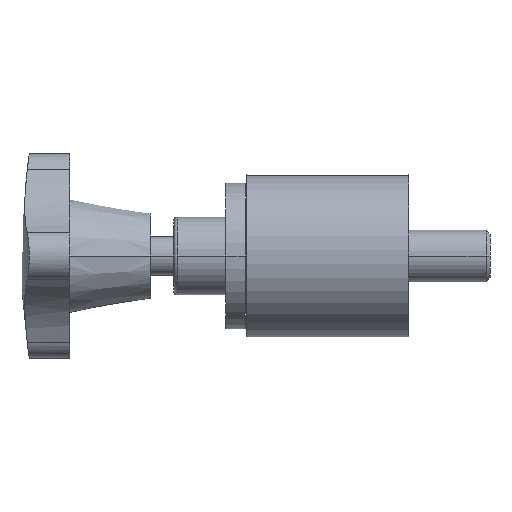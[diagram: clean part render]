
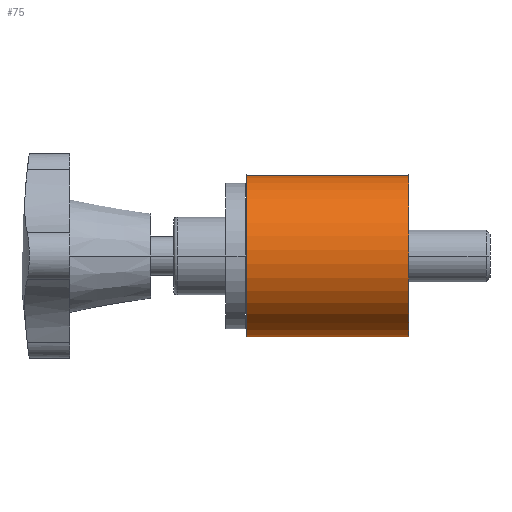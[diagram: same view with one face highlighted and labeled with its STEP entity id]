
A CAD part, left-side view. The second image highlights one B-rep face of the part: STEP entity #75.
In plain terms, the highlighted cylindrical face has radius 25 mm (diameter 50 mm), a partial arc.
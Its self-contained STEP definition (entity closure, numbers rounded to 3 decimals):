
#75 = ADVANCED_FACE( '', ( #164 ), #165, .T. );
#164 = FACE_OUTER_BOUND( '', #351, .T. );
#165 = CYLINDRICAL_SURFACE( '', #352, 25. );
#351 = EDGE_LOOP( '', ( #538, #539, #540, #541 ) );
#352 = AXIS2_PLACEMENT_3D( '', #542, #543, #544 );
#538 = ORIENTED_EDGE( '', *, *, #1240, .F. );
#539 = ORIENTED_EDGE( '', *, *, #1241, .T. );
#540 = ORIENTED_EDGE( '', *, *, #1242, .F. );
#541 = ORIENTED_EDGE( '', *, *, #1243, .T. );
#542 = CARTESIAN_POINT( '', ( 0., 0., 0. ) );
#543 = DIRECTION( '', ( 0., -1., 0. ) );
#544 = DIRECTION( '', ( 0.1, 0., -0.995 ) );
#1240 = EDGE_CURVE( '', #1459, #1460, #1461, .T. );
#1241 = EDGE_CURVE( '', #1459, #1462, #1463, .T. );
#1242 = EDGE_CURVE( '', #1464, #1462, #1465, .T. );
#1243 = EDGE_CURVE( '', #1464, #1460, #1466, .T. );
#1459 = VERTEX_POINT( '', #1822 );
#1460 = VERTEX_POINT( '', #1823 );
#1461 = LINE( '', #1824, #1825 );
#1462 = VERTEX_POINT( '', #1826 );
#1463 = CIRCLE( '', #1827, 25. );
#1464 = VERTEX_POINT( '', #1828 );
#1465 = LINE( '', #1829, #1830 );
#1466 = CIRCLE( '', #1831, 25. );
#1822 = CARTESIAN_POINT( '', ( -2.5, 50., 24.875 ) );
#1823 = CARTESIAN_POINT( '', ( -2.5, 0., 24.875 ) );
#1824 = CARTESIAN_POINT( '', ( -2.5, 0., 24.875 ) );
#1825 = VECTOR( '', #2780, 1. );
#1826 = CARTESIAN_POINT( '', ( 2.5, 50., -24.875 ) );
#1827 = AXIS2_PLACEMENT_3D( '', #2781, #2782, #2783 );
#1828 = CARTESIAN_POINT( '', ( 2.5, 0., -24.875 ) );
#1829 = CARTESIAN_POINT( '', ( 2.5, 0., -24.875 ) );
#1830 = VECTOR( '', #2784, 1. );
#1831 = AXIS2_PLACEMENT_3D( '', #2785, #2786, #2787 );
#2780 = DIRECTION( '', ( 0., -1., 0. ) );
#2781 = CARTESIAN_POINT( '', ( 0., 50., 0. ) );
#2782 = DIRECTION( '', ( 0., -1., 0. ) );
#2783 = DIRECTION( '', ( 0.1, 0., -0.995 ) );
#2784 = DIRECTION( '', ( 0., 1., 0. ) );
#2785 = CARTESIAN_POINT( '', ( 0., 0., 0. ) );
#2786 = DIRECTION( '', ( 0., 1., 0. ) );
#2787 = DIRECTION( '', ( 0.1, 0., -0.995 ) );
